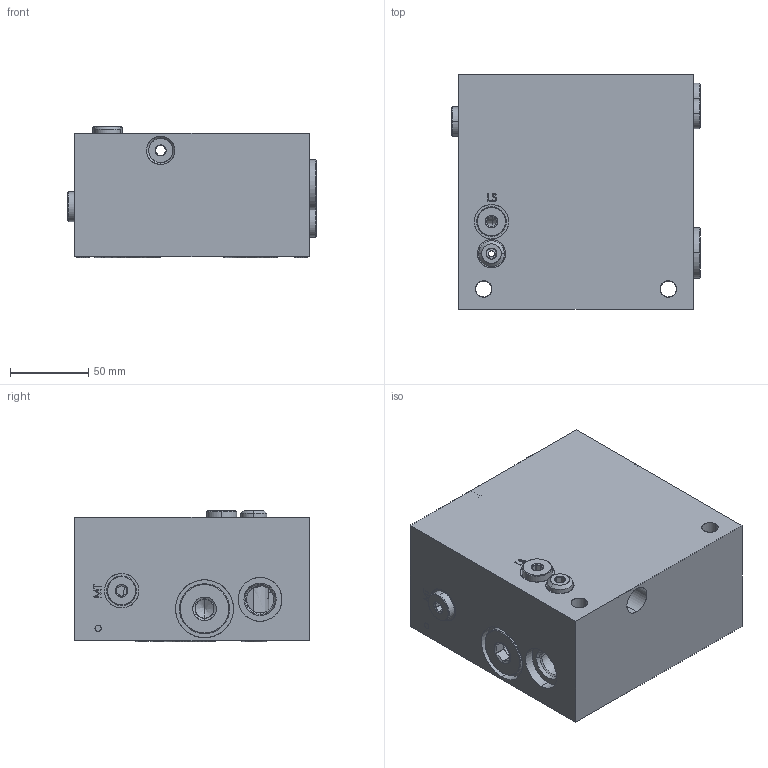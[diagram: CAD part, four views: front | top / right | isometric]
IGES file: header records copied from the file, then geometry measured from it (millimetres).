
Start section: SolidWorks IGES file using analytic representation for surfaces
Global section: file name: HSE0007701257.igs; native system: SolidWorks 2014; preprocessor: SolidWorks 2014; author: serviziopdm; date: 150630.165143; units: millimetre
Bounding box: 159 x 150 x 84.12 mm (x, y, z)
Surface area: 137069.7 mm2 (no closed solid volume)
Topology: 0 solids, 0 shells, 440 faces, 8582 edges, 8576 vertices
Faces by surface type: revolution 230, bspline 210
